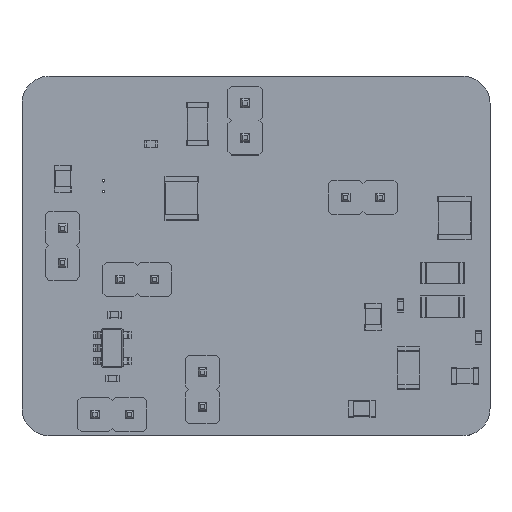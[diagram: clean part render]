
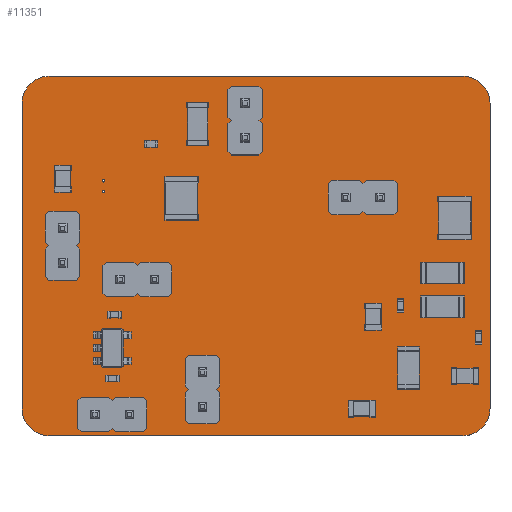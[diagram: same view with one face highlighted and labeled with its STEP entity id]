
A CAD part, top view. The second image highlights one B-rep face of the part: STEP entity #11351.
In plain terms, the highlighted planar face has unit normal (0, 0, 1).
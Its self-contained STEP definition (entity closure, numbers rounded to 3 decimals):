
#11016 = VERTEX_POINT('',#11017);
#11017 = CARTESIAN_POINT('',(94.,-72.,1.6));
#11023 = EDGE_CURVE('',#11016,#11024,#11026,.T.);
#11024 = VERTEX_POINT('',#11025);
#11025 = CARTESIAN_POINT('',(95.997,-73.857,1.6));
#11026 = CIRCLE('',#11027,1.998);
#11027 = AXIS2_PLACEMENT_3D('',#11028,#11029,#11030);
#11028 = CARTESIAN_POINT('',(94.005,-73.998,1.6));
#11029 = DIRECTION('',(0.,0.,-1.));
#11030 = DIRECTION('',(-0.002,1.,0.));
#11058 = VERTEX_POINT('',#11059);
#11059 = CARTESIAN_POINT('',(63.5,-72.,1.6));
#11065 = EDGE_CURVE('',#11058,#11016,#11066,.T.);
#11066 = LINE('',#11067,#11068);
#11067 = CARTESIAN_POINT('',(63.5,-72.,1.6));
#11068 = VECTOR('',#11069,1.);
#11069 = DIRECTION('',(1.,0.,0.));
#11087 = EDGE_CURVE('',#11024,#11088,#11090,.T.);
#11088 = VERTEX_POINT('',#11089);
#11089 = CARTESIAN_POINT('',(96.,-74.,1.6));
#11090 = LINE('',#11091,#11092);
#11091 = CARTESIAN_POINT('',(95.997,-73.857,1.6));
#11092 = VECTOR('',#11093,1.);
#11093 = DIRECTION('',(0.018,-1.,0.));
#11351 = ADVANCED_FACE('',(#11352,#11430,#11441,#11452,#11463,#11474,
    #11485,#11496,#11507,#11518,#11529,#11540,#11551,#11562,#11573),
  #11584,.T.);
#11352 = FACE_BOUND('',#11353,.T.);
#11353 = EDGE_LOOP('',(#11354,#11355,#11356,#11364,#11373,#11381,#11389,
    #11398,#11406,#11414,#11423,#11429));
#11354 = ORIENTED_EDGE('',*,*,#11023,.F.);
#11355 = ORIENTED_EDGE('',*,*,#11065,.F.);
#11356 = ORIENTED_EDGE('',*,*,#11357,.F.);
#11357 = EDGE_CURVE('',#11358,#11058,#11360,.T.);
#11358 = VERTEX_POINT('',#11359);
#11359 = CARTESIAN_POINT('',(63.357,-72.003,1.6));
#11360 = LINE('',#11361,#11362);
#11361 = CARTESIAN_POINT('',(63.357,-72.003,1.6));
#11362 = VECTOR('',#11363,1.);
#11363 = DIRECTION('',(1.,0.018,0.));
#11364 = ORIENTED_EDGE('',*,*,#11365,.F.);
#11365 = EDGE_CURVE('',#11366,#11358,#11368,.T.);
#11366 = VERTEX_POINT('',#11367);
#11367 = CARTESIAN_POINT('',(61.5,-74.,1.6));
#11368 = CIRCLE('',#11369,1.998);
#11369 = AXIS2_PLACEMENT_3D('',#11370,#11371,#11372);
#11370 = CARTESIAN_POINT('',(63.498,-73.995,1.6));
#11371 = DIRECTION('',(0.,0.,-1.));
#11372 = DIRECTION('',(-1.,-0.002,-0.));
#11373 = ORIENTED_EDGE('',*,*,#11374,.F.);
#11374 = EDGE_CURVE('',#11375,#11366,#11377,.T.);
#11375 = VERTEX_POINT('',#11376);
#11376 = CARTESIAN_POINT('',(61.5,-96.5,1.6));
#11377 = LINE('',#11378,#11379);
#11378 = CARTESIAN_POINT('',(61.5,-96.5,1.6));
#11379 = VECTOR('',#11380,1.);
#11380 = DIRECTION('',(0.,1.,0.));
#11381 = ORIENTED_EDGE('',*,*,#11382,.F.);
#11382 = EDGE_CURVE('',#11383,#11375,#11385,.T.);
#11383 = VERTEX_POINT('',#11384);
#11384 = CARTESIAN_POINT('',(61.503,-96.643,1.6));
#11385 = LINE('',#11386,#11387);
#11386 = CARTESIAN_POINT('',(61.503,-96.643,1.6));
#11387 = VECTOR('',#11388,1.);
#11388 = DIRECTION('',(-0.018,1.,0.));
#11389 = ORIENTED_EDGE('',*,*,#11390,.F.);
#11390 = EDGE_CURVE('',#11391,#11383,#11393,.T.);
#11391 = VERTEX_POINT('',#11392);
#11392 = CARTESIAN_POINT('',(63.5,-98.5,1.6));
#11393 = CIRCLE('',#11394,1.998);
#11394 = AXIS2_PLACEMENT_3D('',#11395,#11396,#11397);
#11395 = CARTESIAN_POINT('',(63.495,-96.502,1.6));
#11396 = DIRECTION('',(0.,0.,-1.));
#11397 = DIRECTION('',(0.002,-1.,0.));
#11398 = ORIENTED_EDGE('',*,*,#11399,.F.);
#11399 = EDGE_CURVE('',#11400,#11391,#11402,.T.);
#11400 = VERTEX_POINT('',#11401);
#11401 = CARTESIAN_POINT('',(94.,-98.5,1.6));
#11402 = LINE('',#11403,#11404);
#11403 = CARTESIAN_POINT('',(94.,-98.5,1.6));
#11404 = VECTOR('',#11405,1.);
#11405 = DIRECTION('',(-1.,0.,0.));
#11406 = ORIENTED_EDGE('',*,*,#11407,.F.);
#11407 = EDGE_CURVE('',#11408,#11400,#11410,.T.);
#11408 = VERTEX_POINT('',#11409);
#11409 = CARTESIAN_POINT('',(94.143,-98.497,1.6));
#11410 = LINE('',#11411,#11412);
#11411 = CARTESIAN_POINT('',(94.143,-98.497,1.6));
#11412 = VECTOR('',#11413,1.);
#11413 = DIRECTION('',(-1.,-0.018,0.));
#11414 = ORIENTED_EDGE('',*,*,#11415,.F.);
#11415 = EDGE_CURVE('',#11416,#11408,#11418,.T.);
#11416 = VERTEX_POINT('',#11417);
#11417 = CARTESIAN_POINT('',(96.,-96.5,1.6));
#11418 = CIRCLE('',#11419,1.998);
#11419 = AXIS2_PLACEMENT_3D('',#11420,#11421,#11422);
#11420 = CARTESIAN_POINT('',(94.002,-96.505,1.6));
#11421 = DIRECTION('',(0.,0.,-1.));
#11422 = DIRECTION('',(1.,0.002,0.));
#11423 = ORIENTED_EDGE('',*,*,#11424,.F.);
#11424 = EDGE_CURVE('',#11088,#11416,#11425,.T.);
#11425 = LINE('',#11426,#11427);
#11426 = CARTESIAN_POINT('',(96.,-74.,1.6));
#11427 = VECTOR('',#11428,1.);
#11428 = DIRECTION('',(0.,-1.,0.));
#11429 = ORIENTED_EDGE('',*,*,#11087,.F.);
#11430 = FACE_BOUND('',#11431,.T.);
#11431 = EDGE_LOOP('',(#11432));
#11432 = ORIENTED_EDGE('',*,*,#11433,.T.);
#11433 = EDGE_CURVE('',#11434,#11434,#11436,.T.);
#11434 = VERTEX_POINT('',#11435);
#11435 = CARTESIAN_POINT('',(66.885,-97.45,1.6));
#11436 = CIRCLE('',#11437,0.5);
#11437 = AXIS2_PLACEMENT_3D('',#11438,#11439,#11440);
#11438 = CARTESIAN_POINT('',(66.885,-96.95,1.6));
#11439 = DIRECTION('',(-0.,0.,-1.));
#11440 = DIRECTION('',(-0.,-1.,0.));
#11441 = FACE_BOUND('',#11442,.T.);
#11442 = EDGE_LOOP('',(#11443));
#11443 = ORIENTED_EDGE('',*,*,#11444,.T.);
#11444 = EDGE_CURVE('',#11445,#11445,#11447,.T.);
#11445 = VERTEX_POINT('',#11446);
#11446 = CARTESIAN_POINT('',(69.425,-97.45,1.6));
#11447 = CIRCLE('',#11448,0.5);
#11448 = AXIS2_PLACEMENT_3D('',#11449,#11450,#11451);
#11449 = CARTESIAN_POINT('',(69.425,-96.95,1.6));
#11450 = DIRECTION('',(-0.,0.,-1.));
#11451 = DIRECTION('',(-0.,-1.,0.));
#11452 = FACE_BOUND('',#11453,.T.);
#11453 = EDGE_LOOP('',(#11454));
#11454 = ORIENTED_EDGE('',*,*,#11455,.T.);
#11455 = EDGE_CURVE('',#11456,#11456,#11458,.T.);
#11456 = VERTEX_POINT('',#11457);
#11457 = CARTESIAN_POINT('',(74.8,-96.865,1.6));
#11458 = CIRCLE('',#11459,0.5);
#11459 = AXIS2_PLACEMENT_3D('',#11460,#11461,#11462);
#11460 = CARTESIAN_POINT('',(74.8,-96.365,1.6));
#11461 = DIRECTION('',(-0.,0.,-1.));
#11462 = DIRECTION('',(-0.,-1.,0.));
#11463 = FACE_BOUND('',#11464,.T.);
#11464 = EDGE_LOOP('',(#11465));
#11465 = ORIENTED_EDGE('',*,*,#11466,.T.);
#11466 = EDGE_CURVE('',#11467,#11467,#11469,.T.);
#11467 = VERTEX_POINT('',#11468);
#11468 = CARTESIAN_POINT('',(74.8,-94.325,1.6));
#11469 = CIRCLE('',#11470,0.5);
#11470 = AXIS2_PLACEMENT_3D('',#11471,#11472,#11473);
#11471 = CARTESIAN_POINT('',(74.8,-93.825,1.6));
#11472 = DIRECTION('',(-0.,0.,-1.));
#11473 = DIRECTION('',(-0.,-1.,0.));
#11474 = FACE_BOUND('',#11475,.T.);
#11475 = EDGE_LOOP('',(#11476));
#11476 = ORIENTED_EDGE('',*,*,#11477,.T.);
#11477 = EDGE_CURVE('',#11478,#11478,#11480,.T.);
#11478 = VERTEX_POINT('',#11479);
#11479 = CARTESIAN_POINT('',(64.5,-86.265,1.6));
#11480 = CIRCLE('',#11481,0.5);
#11481 = AXIS2_PLACEMENT_3D('',#11482,#11483,#11484);
#11482 = CARTESIAN_POINT('',(64.5,-85.765,1.6));
#11483 = DIRECTION('',(-0.,0.,-1.));
#11484 = DIRECTION('',(-0.,-1.,0.));
#11485 = FACE_BOUND('',#11486,.T.);
#11486 = EDGE_LOOP('',(#11487));
#11487 = ORIENTED_EDGE('',*,*,#11488,.T.);
#11488 = EDGE_CURVE('',#11489,#11489,#11491,.T.);
#11489 = VERTEX_POINT('',#11490);
#11490 = CARTESIAN_POINT('',(68.735,-87.5,1.6));
#11491 = CIRCLE('',#11492,0.5);
#11492 = AXIS2_PLACEMENT_3D('',#11493,#11494,#11495);
#11493 = CARTESIAN_POINT('',(68.735,-87.,1.6));
#11494 = DIRECTION('',(-0.,0.,-1.));
#11495 = DIRECTION('',(-0.,-1.,0.));
#11496 = FACE_BOUND('',#11497,.T.);
#11497 = EDGE_LOOP('',(#11498));
#11498 = ORIENTED_EDGE('',*,*,#11499,.T.);
#11499 = EDGE_CURVE('',#11500,#11500,#11502,.T.);
#11500 = VERTEX_POINT('',#11501);
#11501 = CARTESIAN_POINT('',(71.275,-87.5,1.6));
#11502 = CIRCLE('',#11503,0.5);
#11503 = AXIS2_PLACEMENT_3D('',#11504,#11505,#11506);
#11504 = CARTESIAN_POINT('',(71.275,-87.,1.6));
#11505 = DIRECTION('',(-0.,0.,-1.));
#11506 = DIRECTION('',(-0.,-1.,0.));
#11507 = FACE_BOUND('',#11508,.T.);
#11508 = EDGE_LOOP('',(#11509));
#11509 = ORIENTED_EDGE('',*,*,#11510,.T.);
#11510 = EDGE_CURVE('',#11511,#11511,#11513,.T.);
#11511 = VERTEX_POINT('',#11512);
#11512 = CARTESIAN_POINT('',(64.5,-83.725,1.6));
#11513 = CIRCLE('',#11514,0.5);
#11514 = AXIS2_PLACEMENT_3D('',#11515,#11516,#11517);
#11515 = CARTESIAN_POINT('',(64.5,-83.225,1.6));
#11516 = DIRECTION('',(-0.,0.,-1.));
#11517 = DIRECTION('',(-0.,-1.,0.));
#11518 = FACE_BOUND('',#11519,.T.);
#11519 = EDGE_LOOP('',(#11520));
#11520 = ORIENTED_EDGE('',*,*,#11521,.T.);
#11521 = EDGE_CURVE('',#11522,#11522,#11524,.T.);
#11522 = VERTEX_POINT('',#11523);
#11523 = CARTESIAN_POINT('',(67.5,-80.602,1.6));
#11524 = CIRCLE('',#11525,0.102);
#11525 = AXIS2_PLACEMENT_3D('',#11526,#11527,#11528);
#11526 = CARTESIAN_POINT('',(67.5,-80.5,1.6));
#11527 = DIRECTION('',(-0.,0.,-1.));
#11528 = DIRECTION('',(-0.,-1.,0.));
#11529 = FACE_BOUND('',#11530,.T.);
#11530 = EDGE_LOOP('',(#11531));
#11531 = ORIENTED_EDGE('',*,*,#11532,.T.);
#11532 = EDGE_CURVE('',#11533,#11533,#11535,.T.);
#11533 = VERTEX_POINT('',#11534);
#11534 = CARTESIAN_POINT('',(67.5,-79.802,1.6));
#11535 = CIRCLE('',#11536,0.102);
#11536 = AXIS2_PLACEMENT_3D('',#11537,#11538,#11539);
#11537 = CARTESIAN_POINT('',(67.5,-79.7,1.6));
#11538 = DIRECTION('',(-0.,0.,-1.));
#11539 = DIRECTION('',(-0.,-1.,0.));
#11540 = FACE_BOUND('',#11541,.T.);
#11541 = EDGE_LOOP('',(#11542));
#11542 = ORIENTED_EDGE('',*,*,#11543,.T.);
#11543 = EDGE_CURVE('',#11544,#11544,#11546,.T.);
#11544 = VERTEX_POINT('',#11545);
#11545 = CARTESIAN_POINT('',(85.36,-81.45,1.6));
#11546 = CIRCLE('',#11547,0.5);
#11547 = AXIS2_PLACEMENT_3D('',#11548,#11549,#11550);
#11548 = CARTESIAN_POINT('',(85.36,-80.95,1.6));
#11549 = DIRECTION('',(-0.,0.,-1.));
#11550 = DIRECTION('',(-0.,-1.,0.));
#11551 = FACE_BOUND('',#11552,.T.);
#11552 = EDGE_LOOP('',(#11553));
#11553 = ORIENTED_EDGE('',*,*,#11554,.T.);
#11554 = EDGE_CURVE('',#11555,#11555,#11557,.T.);
#11555 = VERTEX_POINT('',#11556);
#11556 = CARTESIAN_POINT('',(87.9,-81.45,1.6));
#11557 = CIRCLE('',#11558,0.5);
#11558 = AXIS2_PLACEMENT_3D('',#11559,#11560,#11561);
#11559 = CARTESIAN_POINT('',(87.9,-80.95,1.6));
#11560 = DIRECTION('',(-0.,0.,-1.));
#11561 = DIRECTION('',(-0.,-1.,0.));
#11562 = FACE_BOUND('',#11563,.T.);
#11563 = EDGE_LOOP('',(#11564));
#11564 = ORIENTED_EDGE('',*,*,#11565,.T.);
#11565 = EDGE_CURVE('',#11566,#11566,#11568,.T.);
#11566 = VERTEX_POINT('',#11567);
#11567 = CARTESIAN_POINT('',(77.95,-77.04,1.6));
#11568 = CIRCLE('',#11569,0.5);
#11569 = AXIS2_PLACEMENT_3D('',#11570,#11571,#11572);
#11570 = CARTESIAN_POINT('',(77.95,-76.54,1.6));
#11571 = DIRECTION('',(-0.,0.,-1.));
#11572 = DIRECTION('',(-0.,-1.,0.));
#11573 = FACE_BOUND('',#11574,.T.);
#11574 = EDGE_LOOP('',(#11575));
#11575 = ORIENTED_EDGE('',*,*,#11576,.T.);
#11576 = EDGE_CURVE('',#11577,#11577,#11579,.T.);
#11577 = VERTEX_POINT('',#11578);
#11578 = CARTESIAN_POINT('',(77.95,-74.5,1.6));
#11579 = CIRCLE('',#11580,0.5);
#11580 = AXIS2_PLACEMENT_3D('',#11581,#11582,#11583);
#11581 = CARTESIAN_POINT('',(77.95,-74.,1.6));
#11582 = DIRECTION('',(-0.,0.,-1.));
#11583 = DIRECTION('',(-0.,-1.,0.));
#11584 = PLANE('',#11585);
#11585 = AXIS2_PLACEMENT_3D('',#11586,#11587,#11588);
#11586 = CARTESIAN_POINT('',(0.,0.,1.6));
#11587 = DIRECTION('',(0.,0.,1.));
#11588 = DIRECTION('',(1.,0.,-0.));
